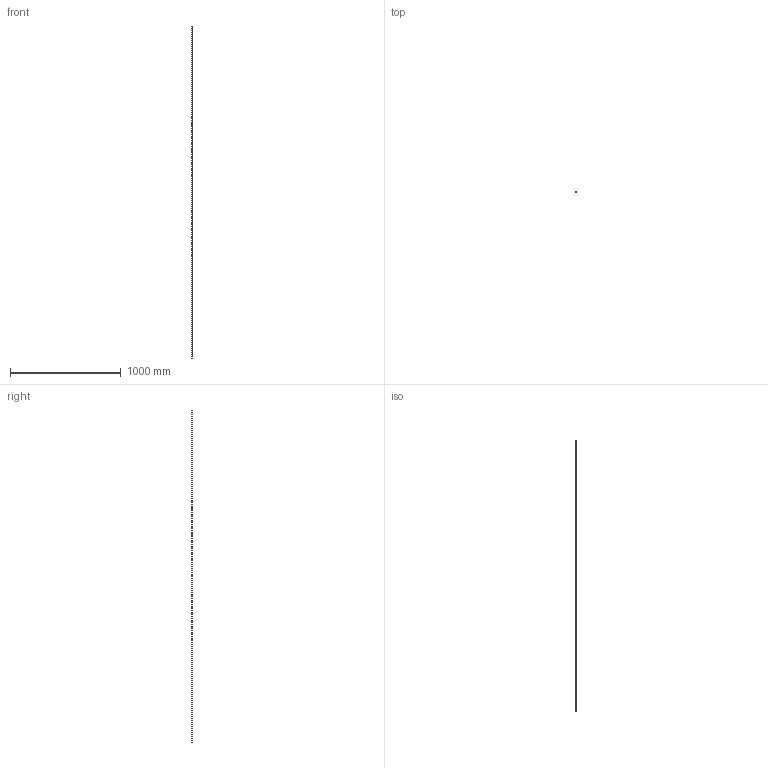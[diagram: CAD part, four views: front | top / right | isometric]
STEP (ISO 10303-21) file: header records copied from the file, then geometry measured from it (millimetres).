
FILE_DESCRIPTION (( 'STEP AP203' ), '1' );
FILE_NAME ('57089-240.step', '2024-04-29T09:31:39', ( '' ), ( '' ), 'SwSTEP 2.0', 'SolidWorks 2018', '' );
FILE_SCHEMA (( 'CONFIG_CONTROL_DESIGN' ));
Length unit declared in the file: millimetre
Products named in the file (1): 57089-240
Bounding box: 7.96 x 7.98 x 3000 mm (x, y, z)
Volume: 150796.1 mm3; surface area: 75505.8 mm2
Topology: 1 solids, 1 shells, 278 faces, 749 edges, 492 vertices
Faces by surface type: bspline 139, plane 105, cylinder 34
Full cylindrical faces by diameter (mm): 8 x1
Entity records: 15716 total; most frequent: CARTESIAN_POINT 10013, ORIENTED_EDGE 1456, EDGE_CURVE 728, DIRECTION 659, VERTEX_POINT 486, B_SPLINE_CURVE_WITH_KNOTS 441, EDGE_LOOP 300, FACE_OUTER_BOUND 273
